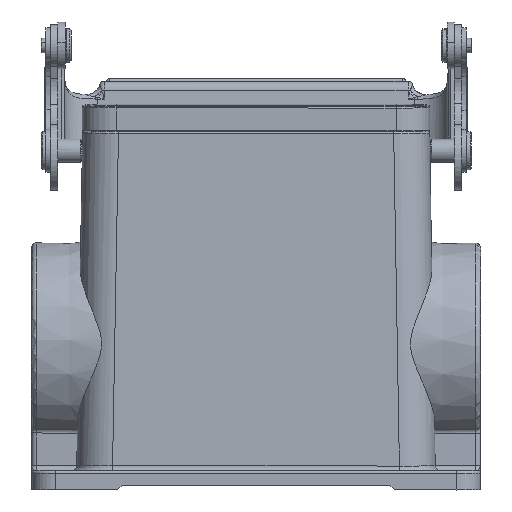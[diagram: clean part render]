
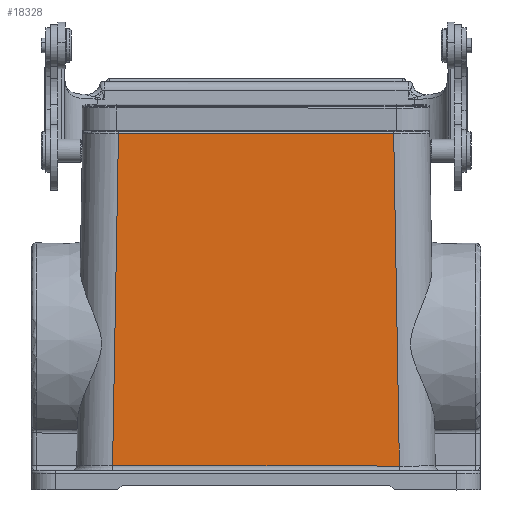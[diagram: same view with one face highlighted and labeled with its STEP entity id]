
A CAD part, top view. The second image highlights one B-rep face of the part: STEP entity #18328.
In plain terms, the highlighted planar face has unit normal (0, 0.009, 1).
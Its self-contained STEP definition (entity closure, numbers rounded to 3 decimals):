
#2104=DIRECTION('',(0.017,-1.,0.009));
#2105=VECTOR('',#2104,69.547);
#2106=CARTESIAN_POINT('',(75.819,51.278,0.004));
#2107=LINE('',#2106,#2105);
#2108=DIRECTION('',(0.018,1.,-0.009));
#2109=VECTOR('',#2108,69.547);
#2110=CARTESIAN_POINT('',(16.964,-18.238,
0.611));
#2111=LINE('',#2110,#2109);
#4552=DIRECTION('',(-1.,0.,0.));
#4553=VECTOR('',#4552,57.619);
#4554=CARTESIAN_POINT('',(75.819,51.278,0.004));
#4555=LINE('',#4554,#4553);
#5459=DIRECTION('',(1.,0.,0.));
#5460=VECTOR('',#5459,60.047);
#5461=CARTESIAN_POINT('',(16.964,-18.238,
0.611));
#5462=LINE('',#5461,#5460);
#13932=CARTESIAN_POINT('',(16.964,-18.238,
0.611));
#13933=CARTESIAN_POINT('',(18.199,51.295,
0.004));
#13934=VERTEX_POINT('',#13932);
#13935=VERTEX_POINT('',#13933);
#13939=CARTESIAN_POINT('',(75.819,51.278,
0.004));
#13940=CARTESIAN_POINT('',(77.011,-18.257,
0.611));
#13941=VERTEX_POINT('',#13939);
#13942=VERTEX_POINT('',#13940);
#18314=CARTESIAN_POINT('',(46.998,16.519,
0.308));
#18315=DIRECTION('',(0.,0.009,1.));
#18316=DIRECTION('',(0.,-1.,0.009));
#18317=AXIS2_PLACEMENT_3D('',#18314,#18315,#18316);
#18318=PLANE('',#18317);
#18320=ORIENTED_EDGE('',*,*,#18319,.T.);
#18322=ORIENTED_EDGE('',*,*,#18321,.F.);
#18323=ORIENTED_EDGE('',*,*,#18300,.T.);
#18325=ORIENTED_EDGE('',*,*,#18324,.F.);
#18326=EDGE_LOOP('',(#18320,#18322,#18323,#18325));
#18327=FACE_OUTER_BOUND('',#18326,.F.);
#18300=EDGE_CURVE('',#13934,#13935,#2111,.T.);
#18319=EDGE_CURVE('',#13941,#13942,#2107,.T.);
#18321=EDGE_CURVE('',#13934,#13942,#5462,.T.);
#18324=EDGE_CURVE('',#13941,#13935,#4555,.T.);
#18328=ADVANCED_FACE('',(#18327),#18318,.T.);
